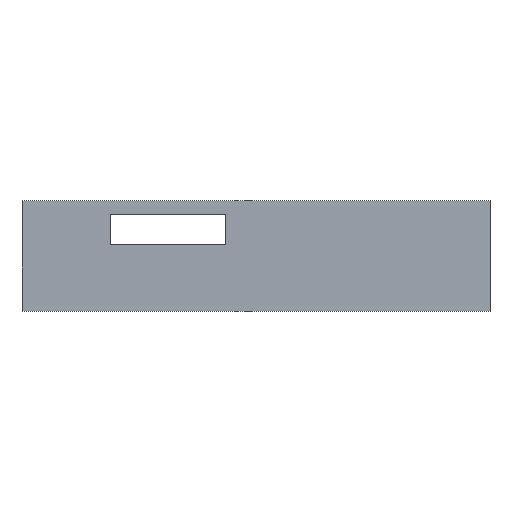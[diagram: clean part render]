
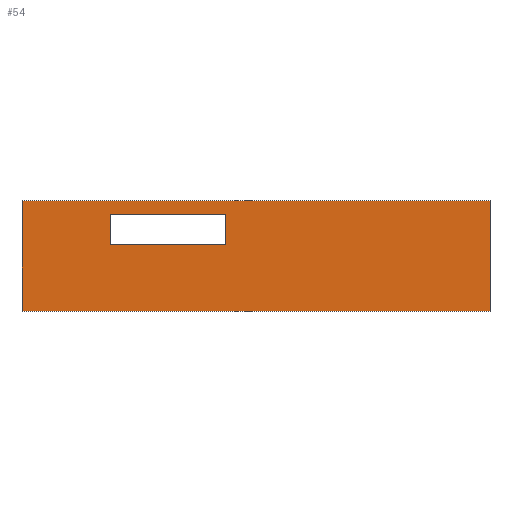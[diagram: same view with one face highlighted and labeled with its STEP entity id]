
A CAD part, top view. The second image highlights one B-rep face of the part: STEP entity #54.
In plain terms, the highlighted planar face has unit normal (0, 0, 1).
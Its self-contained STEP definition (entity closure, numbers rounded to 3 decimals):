
#54=ADVANCED_FACE('',(#72,#74),#76,.T.);
#72=FACE_BOUND('',#73,.T.);
#73=EDGE_LOOP('',(#145,#146,#147,#148));
#74=FACE_BOUND('',#75,.T.);
#75=EDGE_LOOP('',(#149,#150,#151,#152));
#76=PLANE('',#77);
#77=AXIS2_PLACEMENT_3D('',#78,#79,#80);
#78=CARTESIAN_POINT('',(0.,0.,5.));
#79=DIRECTION('',(0.,0.,1.));
#80=DIRECTION('',(-1.,0.,0.));
#145=ORIENTED_EDGE('',*,*,#193,.T.);
#146=ORIENTED_EDGE('',*,*,#194,.T.);
#147=ORIENTED_EDGE('',*,*,#195,.T.);
#148=ORIENTED_EDGE('',*,*,#196,.T.);
#149=ORIENTED_EDGE('',*,*,#197,.T.);
#150=ORIENTED_EDGE('',*,*,#198,.T.);
#151=ORIENTED_EDGE('',*,*,#199,.T.);
#152=ORIENTED_EDGE('',*,*,#200,.T.);
#193=EDGE_CURVE('',#225,#226,#227,.T.);
#194=EDGE_CURVE('',#226,#228,#229,.T.);
#195=EDGE_CURVE('',#228,#230,#231,.T.);
#196=EDGE_CURVE('',#230,#225,#232,.T.);
#197=EDGE_CURVE('',#233,#234,#235,.F.);
#198=EDGE_CURVE('',#234,#236,#237,.F.);
#199=EDGE_CURVE('',#236,#238,#239,.F.);
#200=EDGE_CURVE('',#238,#233,#240,.F.);
#225=VERTEX_POINT('',#281);
#226=VERTEX_POINT('',#282);
#227=LINE('',#283,#284);
#228=VERTEX_POINT('',#286);
#229=LINE('',#287,#288);
#230=VERTEX_POINT('',#290);
#231=LINE('',#291,#292);
#232=LINE('',#294,#295);
#233=VERTEX_POINT('',#297);
#234=VERTEX_POINT('',#298);
#235=LINE('',#299,#300);
#236=VERTEX_POINT('',#302);
#237=LINE('',#303,#304);
#238=VERTEX_POINT('',#306);
#239=LINE('',#307,#308);
#240=LINE('',#310,#311);
#281=CARTESIAN_POINT('',(-85.,20.,5.));
#282=CARTESIAN_POINT('',(-85.,-20.,5.));
#283=CARTESIAN_POINT('',(-85.,20.,5.));
#284=VECTOR('',#285,1.);
#285=DIRECTION('',(0.,-1.,0.));
#286=CARTESIAN_POINT('',(85.,-20.,5.));
#287=CARTESIAN_POINT('',(-85.,-20.,5.));
#288=VECTOR('',#289,1.);
#289=DIRECTION('',(1.,0.,0.));
#290=CARTESIAN_POINT('',(85.,20.,5.));
#291=CARTESIAN_POINT('',(85.,-20.,5.));
#292=VECTOR('',#293,1.);
#293=DIRECTION('',(0.,1.,0.));
#294=CARTESIAN_POINT('',(85.,20.,5.));
#295=VECTOR('',#296,1.);
#296=DIRECTION('',(-1.,0.,0.));
#297=CARTESIAN_POINT('',(-11.,4.,5.));
#298=CARTESIAN_POINT('',(-53.,4.,5.));
#299=CARTESIAN_POINT('',(-53.,4.,5.));
#300=VECTOR('',#301,1.);
#301=DIRECTION('',(1.,0.,0.));
#302=CARTESIAN_POINT('',(-53.,15.,5.));
#303=CARTESIAN_POINT('',(-53.,15.,5.));
#304=VECTOR('',#305,1.);
#305=DIRECTION('',(0.,-1.,0.));
#306=CARTESIAN_POINT('',(-11.,15.,5.));
#307=CARTESIAN_POINT('',(-11.,15.,5.));
#308=VECTOR('',#309,1.);
#309=DIRECTION('',(-1.,0.,0.));
#310=CARTESIAN_POINT('',(-11.,4.,5.));
#311=VECTOR('',#312,1.);
#312=DIRECTION('',(0.,1.,0.));
